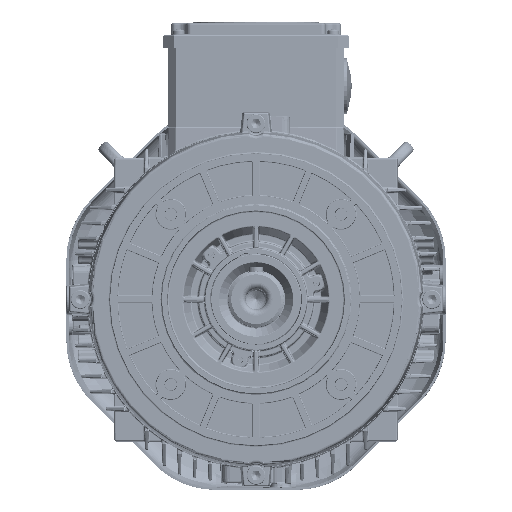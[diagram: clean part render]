
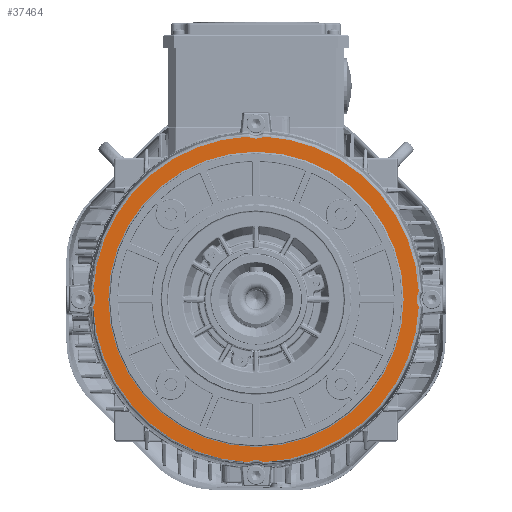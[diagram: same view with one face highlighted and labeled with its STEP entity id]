
A CAD part, top view. The second image highlights one B-rep face of the part: STEP entity #37464.
In plain terms, the highlighted planar face has unit normal (0, 0, 1).
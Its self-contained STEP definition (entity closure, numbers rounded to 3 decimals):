
#3588=PLANE('',#126943);
#37464=ADVANCED_FACE('',(#41496,#41497),#3588,.F.);
#41496=FACE_BOUND('',#47877,.T.);
#41497=FACE_BOUND('',#47878,.T.);
#47877=EDGE_LOOP('',(#76550));
#47878=EDGE_LOOP('',(#76551,#76552,#76553,#76554,#76555,#76556,#76557,#76558));
#76550=ORIENTED_EDGE('',*,*,#109124,.T.);
#76551=ORIENTED_EDGE('',*,*,#109125,.T.);
#76552=ORIENTED_EDGE('',*,*,#108564,.T.);
#76553=ORIENTED_EDGE('',*,*,#108560,.T.);
#76554=ORIENTED_EDGE('',*,*,#109126,.T.);
#76555=ORIENTED_EDGE('',*,*,#109127,.T.);
#76556=ORIENTED_EDGE('',*,*,#109128,.T.);
#76557=ORIENTED_EDGE('',*,*,#109129,.T.);
#76558=ORIENTED_EDGE('',*,*,#109130,.T.);
#90158=VERTEX_POINT('',#222084);
#90159=VERTEX_POINT('',#222086);
#90162=VERTEX_POINT('',#222104);
#90660=VERTEX_POINT('',#224351);
#90661=VERTEX_POINT('',#224353);
#90662=VERTEX_POINT('',#224355);
#90663=VERTEX_POINT('',#224357);
#90664=VERTEX_POINT('',#224359);
#90665=VERTEX_POINT('',#224361);
#108560=EDGE_CURVE('',#90159,#90158,#115236,.T.);
#108564=EDGE_CURVE('',#90162,#90159,#115238,.T.);
#109124=EDGE_CURVE('',#90660,#90660,#115440,.T.);
#109125=EDGE_CURVE('',#90661,#90162,#115441,.T.);
#109126=EDGE_CURVE('',#90158,#90662,#115442,.T.);
#109127=EDGE_CURVE('',#90662,#90663,#115443,.T.);
#109128=EDGE_CURVE('',#90663,#90664,#115444,.T.);
#109129=EDGE_CURVE('',#90664,#90665,#115445,.T.);
#109130=EDGE_CURVE('',#90665,#90661,#115446,.T.);
#115236=CIRCLE('',#126610,111.713);
#115238=CIRCLE('',#126613,10.315);
#115440=CIRCLE('',#126936,101.175);
#115441=CIRCLE('',#126937,111.713);
#115442=CIRCLE('',#126938,10.315);
#115443=CIRCLE('',#126939,111.713);
#115444=CIRCLE('',#126940,10.315);
#115445=CIRCLE('',#126941,111.713);
#115446=CIRCLE('',#126942,10.315);
#126610=AXIS2_PLACEMENT_3D('',#222085,#156490,#156491);
#126613=AXIS2_PLACEMENT_3D('',#222103,#156496,#156497);
#126936=AXIS2_PLACEMENT_3D('',#224350,#157298,#157299);
#126937=AXIS2_PLACEMENT_3D('',#224352,#157300,#157301);
#126938=AXIS2_PLACEMENT_3D('',#224354,#157302,#157303);
#126939=AXIS2_PLACEMENT_3D('',#224356,#157304,#157305);
#126940=AXIS2_PLACEMENT_3D('',#224358,#157306,#157307);
#126941=AXIS2_PLACEMENT_3D('',#224360,#157308,#157309);
#126942=AXIS2_PLACEMENT_3D('',#224362,#157310,#157311);
#126943=AXIS2_PLACEMENT_3D('',#224363,#157312,#157313);
#156490=DIRECTION('',(0.,0.,1.));
#156491=DIRECTION('',(-1.,0.,0.));
#156496=DIRECTION('',(0.,0.,-1.));
#156497=DIRECTION('',(-1.,0.,0.));
#157298=DIRECTION('',(0.,0.,-1.));
#157299=DIRECTION('',(-1.,0.,0.));
#157300=DIRECTION('',(0.,0.,1.));
#157301=DIRECTION('',(-1.,0.,0.));
#157302=DIRECTION('',(0.,0.,-1.));
#157303=DIRECTION('',(-1.,0.,0.));
#157304=DIRECTION('',(0.,0.,1.));
#157305=DIRECTION('',(-1.,0.,0.));
#157306=DIRECTION('',(0.,0.,-1.));
#157307=DIRECTION('',(-1.,0.,0.));
#157308=DIRECTION('',(0.,0.,1.));
#157309=DIRECTION('',(-1.,0.,0.));
#157310=DIRECTION('',(0.,0.,-1.));
#157311=DIRECTION('',(-1.,0.,0.));
#157312=DIRECTION('',(0.,0.,-1.));
#157313=DIRECTION('',(-1.,0.,0.));
#222084=CARTESIAN_POINT('',(254.8,-111.592,355.5));
#222085=CARTESIAN_POINT('',(260.,0.,355.5));
#222086=CARTESIAN_POINT('',(148.408,-5.2,355.5));
#222103=CARTESIAN_POINT('',(139.5,0.,355.5));
#222104=CARTESIAN_POINT('',(148.408,5.2,355.5));
#224350=CARTESIAN_POINT('',(260.,0.,355.5));
#224351=CARTESIAN_POINT('',(158.825,0.,355.5));
#224352=CARTESIAN_POINT('',(260.,0.,355.5));
#224353=CARTESIAN_POINT('',(254.8,111.592,355.5));
#224354=CARTESIAN_POINT('',(260.,-120.5,355.5));
#224355=CARTESIAN_POINT('',(265.2,-111.592,355.5));
#224356=CARTESIAN_POINT('',(260.,0.,355.5));
#224357=CARTESIAN_POINT('',(371.592,-5.2,355.5));
#224358=CARTESIAN_POINT('',(380.5,0.,355.5));
#224359=CARTESIAN_POINT('',(371.592,5.2,355.5));
#224360=CARTESIAN_POINT('',(260.,0.,355.5));
#224361=CARTESIAN_POINT('',(265.2,111.592,355.5));
#224362=CARTESIAN_POINT('',(260.,120.5,355.5));
#224363=CARTESIAN_POINT('',(375.,0.,355.5));
